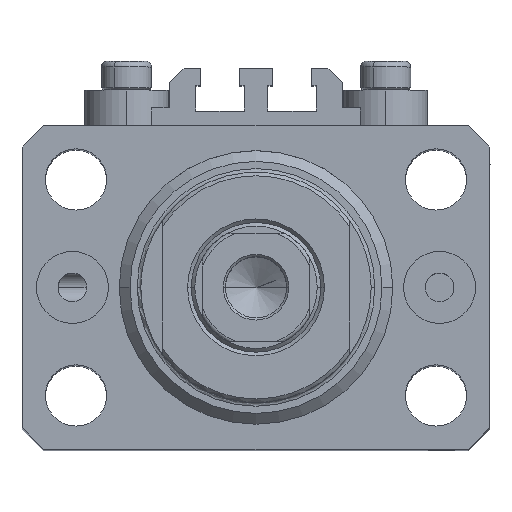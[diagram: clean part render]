
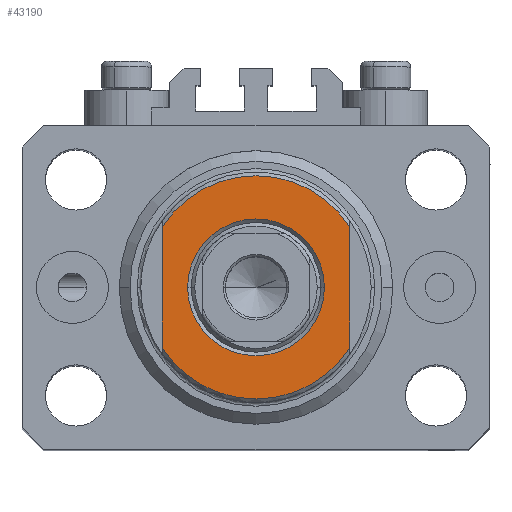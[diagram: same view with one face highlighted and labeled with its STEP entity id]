
A CAD part, top view. The second image highlights one B-rep face of the part: STEP entity #43190.
In plain terms, the highlighted face is planar.
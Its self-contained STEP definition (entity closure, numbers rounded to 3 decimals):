
#484 = ORIENTED_EDGE ( 'NONE', *, *, #12285, .T. ) ;
#1050 = AXIS2_PLACEMENT_3D ( 'NONE', #27746, #20378, #42768 ) ;
#3998 = FACE_BOUND ( 'NONE', #12133, .T. ) ;
#5960 = AXIS2_PLACEMENT_3D ( 'NONE', #36690, #33104, #15223 ) ;
#6400 = CIRCLE ( 'NONE', #1050, 9.5 ) ;
#6846 = DIRECTION ( 'NONE',  ( -1., 0., 0. ) ) ;
#10492 = DIRECTION ( 'NONE',  ( 0., 0., -1. ) ) ;
#10604 = AXIS2_PLACEMENT_3D ( 'NONE', #21639, #35722, #6846 ) ;
#10655 = ORIENTED_EDGE ( 'NONE', *, *, #23748, .F. ) ;
#11687 = CARTESIAN_POINT ( 'NONE',  ( 9.5, 0., -6.5 ) ) ;
#11755 = DIRECTION ( 'NONE',  ( 0., -1., 0. ) ) ;
#12133 = EDGE_LOOP ( 'NONE', ( #22133, #21378 ) ) ;
#12139 = LINE ( 'NONE', #26684, #42188 ) ;
#12285 = EDGE_CURVE ( 'NONE', #22376, #15368, #33143, .T. ) ;
#12926 = CIRCLE ( 'NONE', #10604, 9.5 ) ;
#13366 = CIRCLE ( 'NONE', #46865, 15.5 ) ;
#14142 = DIRECTION ( 'NONE',  ( -1., 0., 0. ) ) ;
#15223 = DIRECTION ( 'NONE',  ( -1., 0., 0. ) ) ;
#15368 = VERTEX_POINT ( 'NONE', #17428 ) ;
#17266 = VERTEX_POINT ( 'NONE', #40715 ) ;
#17428 = CARTESIAN_POINT ( 'NONE',  ( -13., -8.441, -6.5 ) ) ;
#17645 = DIRECTION ( 'NONE',  ( -1., 0., 0. ) ) ;
#18093 = FACE_OUTER_BOUND ( 'NONE', #36172, .T. ) ;
#19885 = LINE ( 'NONE', #30839, #28124 ) ;
#20378 = DIRECTION ( 'NONE',  ( 0., 0., 1. ) ) ;
#21378 = ORIENTED_EDGE ( 'NONE', *, *, #45761, .T. ) ;
#21639 = CARTESIAN_POINT ( 'NONE',  ( 0., 0., -6.5 ) ) ;
#22133 = ORIENTED_EDGE ( 'NONE', *, *, #24773, .T. ) ;
#22376 = VERTEX_POINT ( 'NONE', #39391 ) ;
#23602 = DIRECTION ( 'NONE',  ( 0., -1., 0. ) ) ;
#23748 = EDGE_CURVE ( 'NONE', #33079, #15368, #12139, .T. ) ;
#24773 = EDGE_CURVE ( 'NONE', #31344, #41296, #6400, .T. ) ;
#24806 = AXIS2_PLACEMENT_3D ( 'NONE', #43470, #36536, #14142 ) ;
#26684 = CARTESIAN_POINT ( 'NONE',  ( -13., -43.081, -6.5 ) ) ;
#27746 = CARTESIAN_POINT ( 'NONE',  ( 0., 0., -6.5 ) ) ;
#28124 = VECTOR ( 'NONE', #11755, 1000. ) ;
#28970 = ORIENTED_EDGE ( 'NONE', *, *, #41842, .T. ) ;
#29714 = CARTESIAN_POINT ( 'NONE',  ( -9.5, 0., -6.5 ) ) ;
#30839 = CARTESIAN_POINT ( 'NONE',  ( 13., -43.081, -6.5 ) ) ;
#31344 = VERTEX_POINT ( 'NONE', #29714 ) ;
#31836 = ORIENTED_EDGE ( 'NONE', *, *, #32184, .T. ) ;
#32184 = EDGE_CURVE ( 'NONE', #33079, #17266, #13366, .T. ) ;
#32641 = PLANE ( 'NONE',  #5960 ) ;
#33079 = VERTEX_POINT ( 'NONE', #33995 ) ;
#33104 = DIRECTION ( 'NONE',  ( 0., 0., -1. ) ) ;
#33143 = CIRCLE ( 'NONE', #24806, 15.5 ) ;
#33995 = CARTESIAN_POINT ( 'NONE',  ( -13., 8.441, -6.5 ) ) ;
#35722 = DIRECTION ( 'NONE',  ( 0., 0., 1. ) ) ;
#36172 = EDGE_LOOP ( 'NONE', ( #31836, #28970, #484, #10655 ) ) ;
#36536 = DIRECTION ( 'NONE',  ( 0., 0., -1. ) ) ;
#36690 = CARTESIAN_POINT ( 'NONE',  ( 0., 0., -6.5 ) ) ;
#39391 = CARTESIAN_POINT ( 'NONE',  ( 13., -8.441, -6.5 ) ) ;
#40715 = CARTESIAN_POINT ( 'NONE',  ( 13., 8.441, -6.5 ) ) ;
#41296 = VERTEX_POINT ( 'NONE', #11687 ) ;
#41842 = EDGE_CURVE ( 'NONE', #17266, #22376, #19885, .T. ) ;
#42188 = VECTOR ( 'NONE', #23602, 1000. ) ;
#42768 = DIRECTION ( 'NONE',  ( -1., 0., 0. ) ) ;
#43181 = CARTESIAN_POINT ( 'NONE',  ( 0., 0., -6.5 ) ) ;
#43190 = ADVANCED_FACE ( 'NONE', ( #3998, #18093 ), #32641, .T. ) ;
#43470 = CARTESIAN_POINT ( 'NONE',  ( 0., 0., -6.5 ) ) ;
#45761 = EDGE_CURVE ( 'NONE', #41296, #31344, #12926, .T. ) ;
#46865 = AXIS2_PLACEMENT_3D ( 'NONE', #43181, #10492, #17645 ) ;
